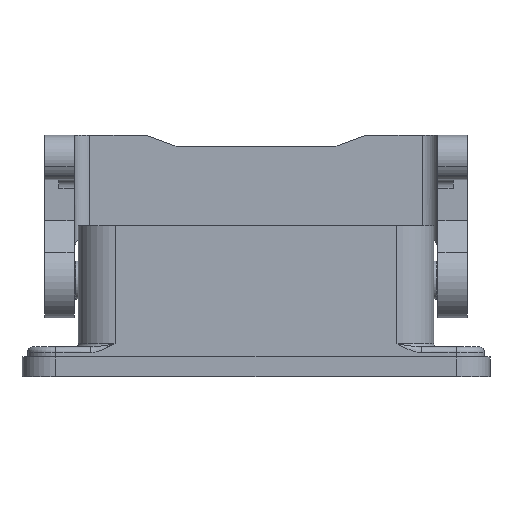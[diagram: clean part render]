
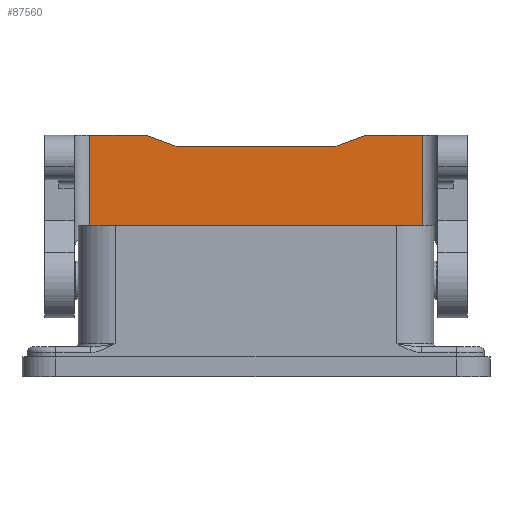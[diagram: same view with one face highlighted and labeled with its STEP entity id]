
A CAD part, front view. The second image highlights one B-rep face of the part: STEP entity #87560.
In plain terms, the highlighted face is planar.
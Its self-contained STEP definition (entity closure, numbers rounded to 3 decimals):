
#60210=CARTESIAN_POINT('',(-26.55,127.532,
-4.1));
#60220=DIRECTION('',(0.,1.,0.));
#60230=VECTOR('',#60220,1.);
#60240=LINE('',#60210,#60230);
#60250=CARTESIAN_POINT('',(-26.55,1.39,
-4.1));
#60260=VERTEX_POINT('',#60250);
#60270=CARTESIAN_POINT('',(-26.55,19.,
-4.1));
#60280=VERTEX_POINT('',#60270);
#60290=EDGE_CURVE('',#60260,#60280,#60240,.T.);
#77570=CARTESIAN_POINT('',(-16.595,19.,
-4.1));
#77580=VERTEX_POINT('',#77570);
#77610=CARTESIAN_POINT('',(22.9,19.,
-4.1));
#77620=DIRECTION('',(-1.,0.,0.));
#77630=VECTOR('',#77620,1.);
#77640=LINE('',#77610,#77630);
#77650=EDGE_CURVE('',#77580,#60280,#77640,.T.);
#87010=CARTESIAN_POINT('',(-81.6,-14.158,
-4.1));
#87020=DIRECTION('',(0.,0.,-1.));
#87030=DIRECTION('',(0.,-1.,0.));
#87040=AXIS2_PLACEMENT_3D('',#87010,#87020,#87030);
#87050=PLANE('',#87040);
#87060=ORIENTED_EDGE('',*,*,#60290,.F.);
#87070=ORIENTED_EDGE('',*,*,#77650,.T.);
#87080=CARTESIAN_POINT('',(19.65,5.808,
-4.1));
#87090=DIRECTION('',(0.94,-0.342,
0.));
#87100=VECTOR('',#87090,1.);
#87110=LINE('',#87080,#87100);
#87120=CARTESIAN_POINT('',(-11.1,17.,
-4.1));
#87130=VERTEX_POINT('',#87120);
#87140=EDGE_CURVE('',#77580,#87130,#87110,.T.);
#87150=ORIENTED_EDGE('',*,*,#87140,.F.);
#87160=CARTESIAN_POINT('',(14.65,17.,
-4.1));
#87170=DIRECTION('',(-1.,0.,0.));
#87180=VECTOR('',#87170,1.);
#87190=LINE('',#87160,#87180);
#87200=CARTESIAN_POINT('',(16.9,17.,
-4.1));
#87210=VERTEX_POINT('',#87200);
#87220=EDGE_CURVE('',#87210,#87130,#87190,.T.);
#87230=ORIENTED_EDGE('',*,*,#87220,.T.);
#87240=CARTESIAN_POINT('',(9.65,14.361,
-4.1));
#87250=DIRECTION('',(0.94,0.342,
0.));
#87260=VECTOR('',#87250,1.);
#87270=LINE('',#87240,#87260);
#87280=CARTESIAN_POINT('',(22.395,19.,
-4.1));
#87290=VERTEX_POINT('',#87280);
#87300=EDGE_CURVE('',#87210,#87290,#87270,.T.);
#87310=ORIENTED_EDGE('',*,*,#87300,.F.);
#87320=CARTESIAN_POINT('',(31.15,19.,
-4.1));
#87330=DIRECTION('',(1.,0.,0.));
#87340=VECTOR('',#87330,1.);
#87350=LINE('',#87320,#87340);
#87360=CARTESIAN_POINT('',(32.35,19.,
-4.1));
#87370=VERTEX_POINT('',#87360);
#87380=EDGE_CURVE('',#87290,#87370,#87350,.T.);
#87390=ORIENTED_EDGE('',*,*,#87380,.F.);
#87400=CARTESIAN_POINT('',(32.35,127.532,
-4.1));
#87410=DIRECTION('',(0.,1.,0.));
#87420=VECTOR('',#87410,1.);
#87430=LINE('',#87400,#87420);
#87440=CARTESIAN_POINT('',(32.35,1.39,
-4.1));
#87450=VERTEX_POINT('',#87440);
#87460=EDGE_CURVE('',#87450,#87370,#87430,.T.);
#87470=ORIENTED_EDGE('',*,*,#87460,.T.);
#87480=CARTESIAN_POINT('',(22.9,1.39,
-4.1));
#87490=DIRECTION('',(1.,0.,0.));
#87500=VECTOR('',#87490,1.);
#87510=LINE('',#87480,#87500);
#87520=EDGE_CURVE('',#60260,#87450,#87510,.T.);
#87530=ORIENTED_EDGE('',*,*,#87520,.T.);
#87540=EDGE_LOOP('',(#87530,#87470,#87390,#87310,#87230,#87150,#87070,
#87060));
#87550=FACE_OUTER_BOUND('',#87540,.T.);
#87560=ADVANCED_FACE('',(#87550),#87050,.F.);
